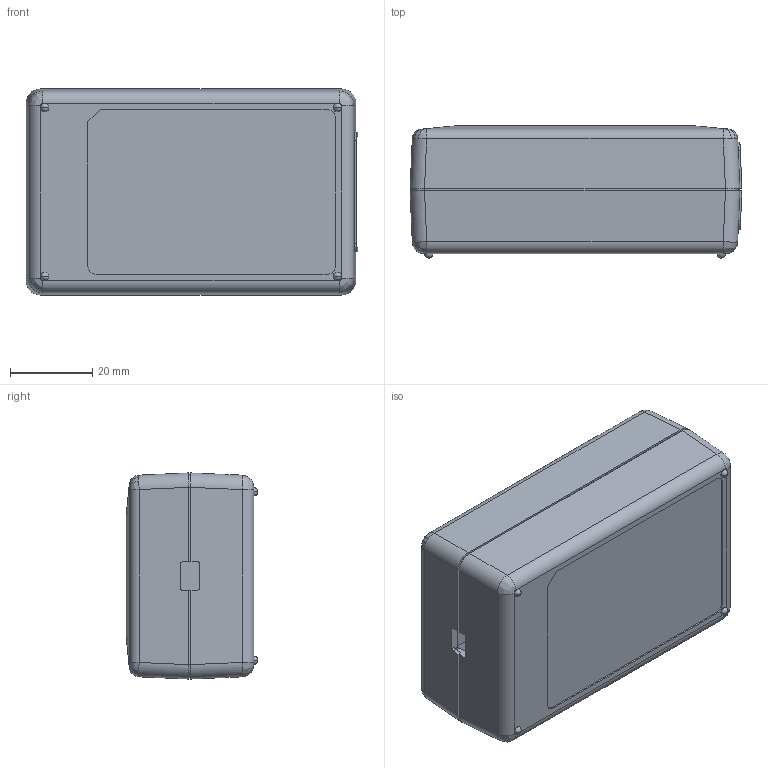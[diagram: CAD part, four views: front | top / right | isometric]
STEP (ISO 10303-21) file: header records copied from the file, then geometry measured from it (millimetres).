
FILE_DESCRIPTION((''),'2;1');
FILE_NAME('GT-46240-24VV-X_X-T2_ASM','2022-08-17T09:29:26',('jirenqiang'),(''),'CREO PARAMETRIC BY PTC INC, 2018050','CREO PARAMETRIC BY PTC INC, 2018050','');
FILE_SCHEMA(('CONFIG_CONTROL_DESIGN'));
Length unit declared in the file: millimetre
Products named in the file (4): SOCKET1-1; 060200; 060211; GT-46240-24VV-X_X-T2_ASM
Assembly tree (3 placements, depth 2):
  GT-46240-24VV-X_X-T2_ASM
    SOCKET1-1
    060200
    060211
Bounding box: 80.5 x 32 x 50 mm (x, y, z)
Volume: 33829.4 mm3; surface area: 32948 mm2
Topology: 3 solids, 3 shells, 593 faces, 1608 edges, 1030 vertices
Faces by surface type: plane 323, extrusion 112, cylinder 94, bspline 24, cone 16, sphere 12, torus 12
Entity records: 23955 total; most frequent: CARTESIAN_POINT 9674, ORIENTED_EDGE 3168, DIRECTION 2470, EDGE_CURVE 1584, VECTOR 1176, LINE 1064, VERTEX_POINT 1030, AXIS2_PLACEMENT_3D 647
